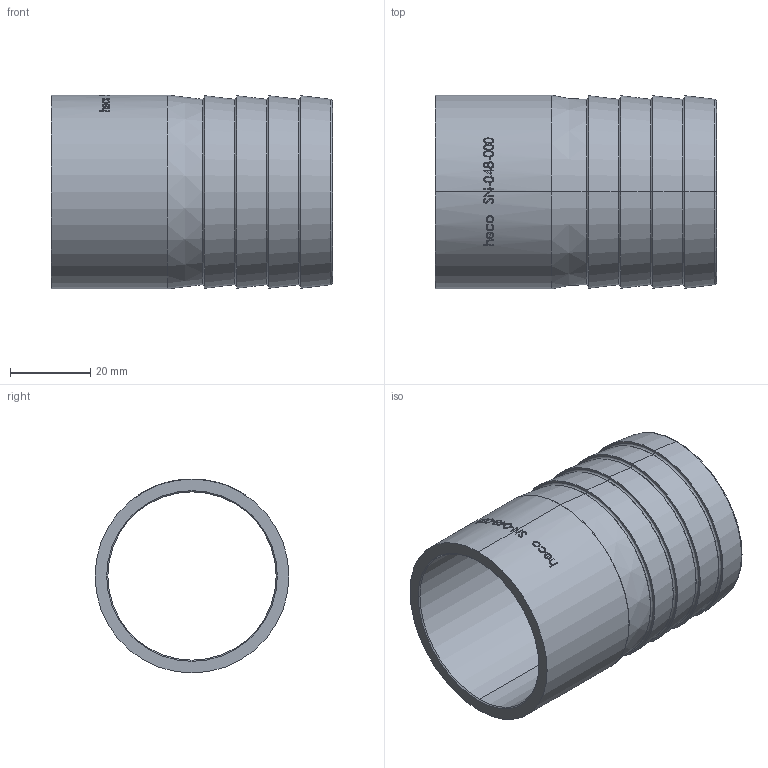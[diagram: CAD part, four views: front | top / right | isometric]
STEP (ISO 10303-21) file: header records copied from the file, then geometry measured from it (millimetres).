
FILE_DESCRIPTION (( 'STEP AP214' ), '1' );
FILE_NAME ('SN-048-000-x Anschweiß-Schlauchnippel.STEP', '2018-05-24T08:12:35', ( '' ), ( '' ), 'SwSTEP 2.0', 'SolidWorks 2016', '' );
FILE_SCHEMA (( 'AUTOMOTIVE_DESIGN' ));
Length unit declared in the file: millimetre
Products named in the file (1): SN-048-000-x Anschweiß-Schlauchnippel
Bounding box: 70 x 48.3 x 48.3 mm (x, y, z)
Volume: 27960 mm3; surface area: 20780.7 mm2
Topology: 1 solids, 1 shells, 220 faces, 546 edges, 350 vertices
Faces by surface type: bspline 112, plane 39, cylinder 27, cone 22, torus 20
Entity records: 22351 total; most frequent: CARTESIAN_POINT 16223, ORIENTED_EDGE 1092, EDGE_CURVE 546, DIRECTION 526, VERTEX_POINT 350, B_SPLINE_CURVE_WITH_KNOTS 346, EDGE_LOOP 244, ADVANCED_FACE 220
